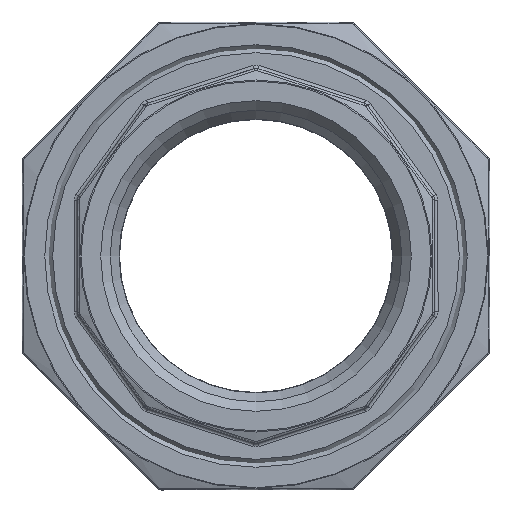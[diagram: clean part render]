
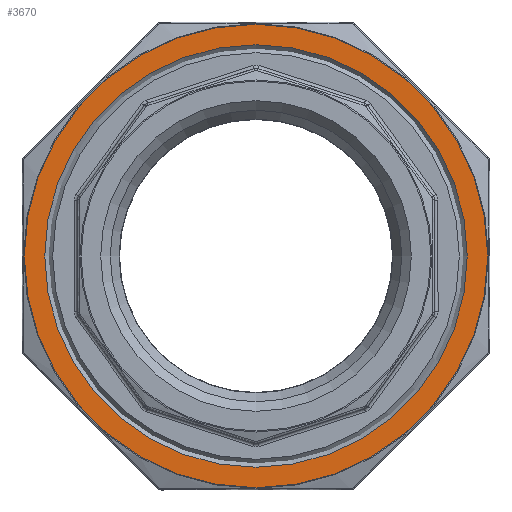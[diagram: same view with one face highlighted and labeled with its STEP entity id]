
A CAD part, left-side view. The second image highlights one B-rep face of the part: STEP entity #3670.
In plain terms, the highlighted planar face has unit normal (-1, 0, 0).
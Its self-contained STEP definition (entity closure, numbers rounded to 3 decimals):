
#760 = AXIS2_PLACEMENT_3D ( 'NONE', #5491, #8103, #17973 ) ;
#1740 = EDGE_LOOP ( 'NONE', ( #10502 ) ) ;
#1873 = FACE_BOUND ( 'NONE', #1740, .T. ) ;
#2875 = AXIS2_PLACEMENT_3D ( 'NONE', #16442, #11049, #9415 ) ;
#3670 = ADVANCED_FACE ( 'NONE', ( #14839, #1873 ), #11779, .T. ) ;
#4380 = CARTESIAN_POINT ( 'NONE',  ( -13.5, 0., -32.5 ) ) ;
#5274 = EDGE_CURVE ( 'NONE', #17075, #17075, #8221, .T. ) ;
#5491 = CARTESIAN_POINT ( 'NONE',  ( -13.5, 0., 0. ) ) ;
#6113 = CIRCLE ( 'NONE', #760, 35.647 ) ;
#6206 = ORIENTED_EDGE ( 'NONE', *, *, #10780, .T. ) ;
#6430 = DIRECTION ( 'NONE',  ( -1., 0., 0. ) ) ;
#7510 = DIRECTION ( 'NONE',  ( 0., 0., 1. ) ) ;
#8103 = DIRECTION ( 'NONE',  ( -1., 0., 0. ) ) ;
#8221 = CIRCLE ( 'NONE', #2875, 32.5 ) ;
#9415 = DIRECTION ( 'NONE',  ( 0., 0., -1. ) ) ;
#10502 = ORIENTED_EDGE ( 'NONE', *, *, #5274, .T. ) ;
#10780 = EDGE_CURVE ( 'NONE', #14772, #14772, #6113, .T. ) ;
#10788 = AXIS2_PLACEMENT_3D ( 'NONE', #16401, #6430, #7510 ) ;
#11049 = DIRECTION ( 'NONE',  ( 1., 0., 0. ) ) ;
#11779 = PLANE ( 'NONE',  #10788 ) ;
#13628 = EDGE_LOOP ( 'NONE', ( #6206 ) ) ;
#14772 = VERTEX_POINT ( 'NONE', #16324 ) ;
#14839 = FACE_OUTER_BOUND ( 'NONE', #13628, .T. ) ;
#16324 = CARTESIAN_POINT ( 'NONE',  ( -13.5, 0., 35.647 ) ) ;
#16401 = CARTESIAN_POINT ( 'NONE',  ( -13.5, 46.42, 0. ) ) ;
#16442 = CARTESIAN_POINT ( 'NONE',  ( -13.5, 0., 0. ) ) ;
#17075 = VERTEX_POINT ( 'NONE', #4380 ) ;
#17973 = DIRECTION ( 'NONE',  ( 0., 0., 1. ) ) ;
